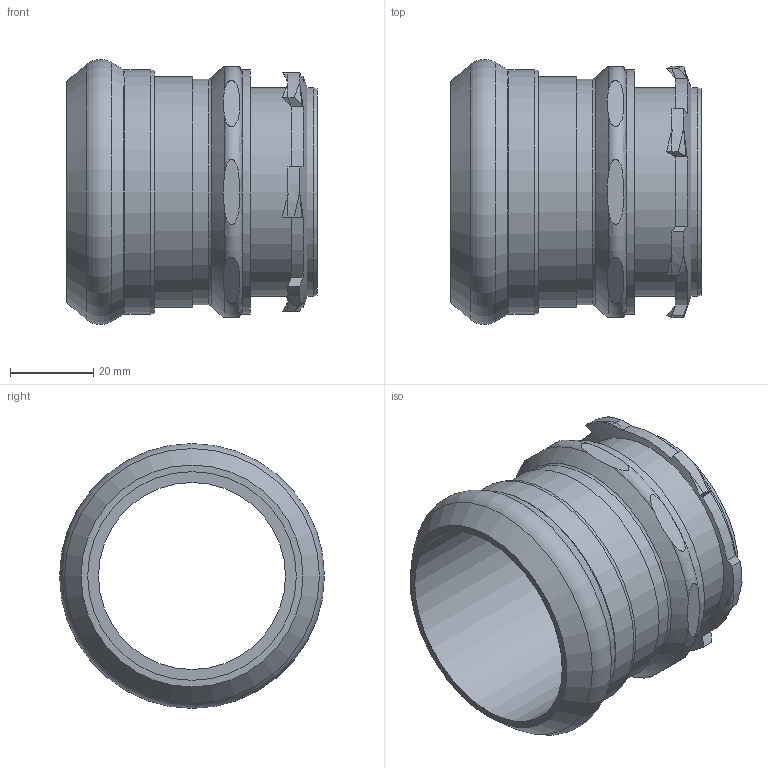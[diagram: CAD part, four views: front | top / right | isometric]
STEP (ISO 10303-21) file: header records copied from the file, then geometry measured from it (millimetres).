
FILE_DESCRIPTION(/* description */ (''),/* implementation_level */ '2;1');
FILE_NAME(/* name */ '',/* time_stamp */ '2025-06-23T13:55:55+07:00',/* author */ ('zeta-72'),/* organization */ (''),/* preprocessor_version */ 'ST-DEVELOPER v19.2',/* originating_system */ 'Autodesk Inventor 2024',/* authorisation */ '');
FILE_SCHEMA (('AUTOMOTIVE_DESIGN { 1 0 10303 214 3 1 1 }'));
Length unit declared in the file: millimetre
Products named in the file (1): ЗЭТА.046.020.000_Муфта вводная 
IP66_Упростить_1
Bounding box: 60 x 63.5 x 63.5 mm (x, y, z)
Volume: 40023.6 mm3; surface area: 24874 mm2
Topology: 7 solids, 7 shells, 106 faces, 290 edges, 176 vertices
Faces by surface type: bspline 36, plane 33, cylinder 21, cone 11, torus 5
Full cylindrical faces by diameter (mm): 44.8 x1, 50 x3, 50.1 x1, 54.1 x1, 55.3 x1, 58.5 x1, 58.6 x1
Entity records: 4410 total; most frequent: CARTESIAN_POINT 1937, ORIENTED_EDGE 520, DIRECTION 419, EDGE_CURVE 260, AXIS2_PLACEMENT_3D 186, VERTEX_POINT 176, EDGE_LOOP 116, CIRCLE 115
